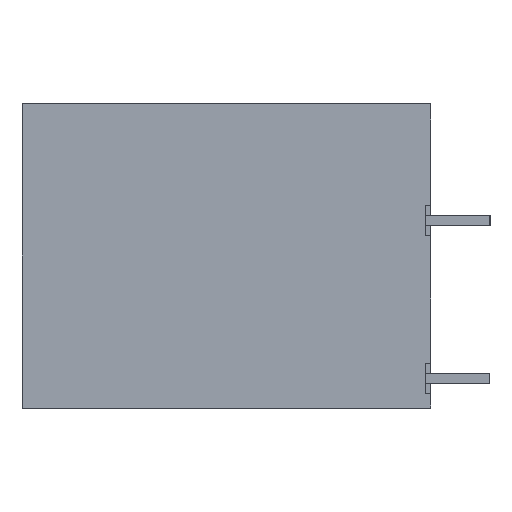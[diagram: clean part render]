
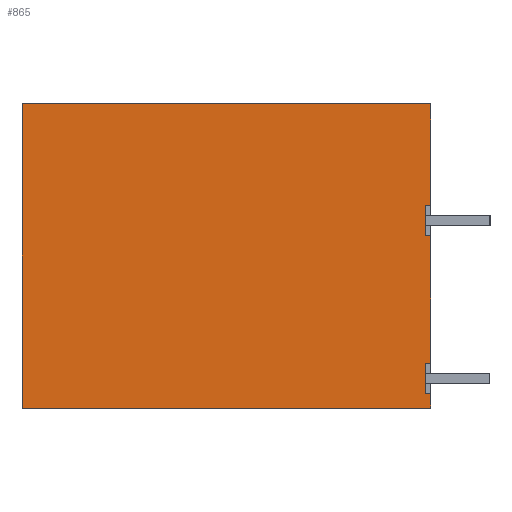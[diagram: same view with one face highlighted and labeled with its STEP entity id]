
A CAD part, left-side view. The second image highlights one B-rep face of the part: STEP entity #865.
In plain terms, the highlighted planar face has unit normal (-1, 0, 0).
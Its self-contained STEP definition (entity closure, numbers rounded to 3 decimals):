
#795=AXIS2_PLACEMENT_3D('Plane Axis2P3D',#792,#793,#794) ;
#188=CARTESIAN_POINT('Vertex',(0.,3.8,0.85)) ;
#232=CARTESIAN_POINT('Vertex',(0.,3.8,2.65)) ;
#235=CARTESIAN_POINT('Line Origine',(0.,3.8,1.75)) ;
#726=CARTESIAN_POINT('Vertex',(0.,3.5,0.85)) ;
#729=CARTESIAN_POINT('Line Origine',(0.,3.65,0.85)) ;
#747=CARTESIAN_POINT('Line Origine',(0.,3.5,0.425)) ;
#751=CARTESIAN_POINT('Vertex',(0.,3.5,0.)) ;
#772=CARTESIAN_POINT('Line Origine',(0.,15.6,0.)) ;
#776=CARTESIAN_POINT('Vertex',(0.,27.7,0.)) ;
#792=CARTESIAN_POINT('Axis2P3D Location',(0.,0.,0.)) ;
#797=CARTESIAN_POINT('Line Origine',(0.,3.8,11.1)) ;
#801=CARTESIAN_POINT('Vertex',(0.,3.8,12.)) ;
#803=CARTESIAN_POINT('Vertex',(0.,3.8,10.2)) ;
#806=CARTESIAN_POINT('Line Origine',(0.,3.65,12.)) ;
#810=CARTESIAN_POINT('Vertex',(0.,3.5,12.)) ;
#813=CARTESIAN_POINT('Line Origine',(0.,3.5,15.)) ;
#817=CARTESIAN_POINT('Vertex',(0.,3.5,18.)) ;
#820=CARTESIAN_POINT('Line Origine',(0.,15.6,18.)) ;
#824=CARTESIAN_POINT('Vertex',(0.,27.7,18.)) ;
#827=CARTESIAN_POINT('Line Origine',(0.,27.7,9.)) ;
#832=CARTESIAN_POINT('Line Origine',(0.,3.65,2.65)) ;
#836=CARTESIAN_POINT('Vertex',(0.,3.5,2.65)) ;
#839=CARTESIAN_POINT('Line Origine',(0.,3.5,6.425)) ;
#843=CARTESIAN_POINT('Vertex',(0.,3.5,10.2)) ;
#846=CARTESIAN_POINT('Line Origine',(0.,3.65,10.2)) ;
#236=DIRECTION('Vector Direction',(0.,0.,-1.)) ;
#730=DIRECTION('Vector Direction',(0.,1.,0.)) ;
#748=DIRECTION('Vector Direction',(0.,0.,-1.)) ;
#773=DIRECTION('Vector Direction',(0.,1.,0.)) ;
#793=DIRECTION('Axis2P3D Direction',(-1.,0.,0.)) ;
#794=DIRECTION('Axis2P3D XDirection',(0.,0.,1.)) ;
#798=DIRECTION('Vector Direction',(0.,0.,-1.)) ;
#807=DIRECTION('Vector Direction',(0.,1.,0.)) ;
#814=DIRECTION('Vector Direction',(0.,0.,-1.)) ;
#821=DIRECTION('Vector Direction',(0.,-1.,0.)) ;
#828=DIRECTION('Vector Direction',(0.,0.,1.)) ;
#833=DIRECTION('Vector Direction',(0.,1.,0.)) ;
#840=DIRECTION('Vector Direction',(0.,0.,-1.)) ;
#847=DIRECTION('Vector Direction',(0.,1.,0.)) ;
#237=VECTOR('Line Direction',#236,1.) ;
#731=VECTOR('Line Direction',#730,1.) ;
#749=VECTOR('Line Direction',#748,1.) ;
#774=VECTOR('Line Direction',#773,1.) ;
#799=VECTOR('Line Direction',#798,1.) ;
#808=VECTOR('Line Direction',#807,1.) ;
#815=VECTOR('Line Direction',#814,1.) ;
#822=VECTOR('Line Direction',#821,1.) ;
#829=VECTOR('Line Direction',#828,1.) ;
#834=VECTOR('Line Direction',#833,1.) ;
#841=VECTOR('Line Direction',#840,1.) ;
#848=VECTOR('Line Direction',#847,1.) ;
#852=ORIENTED_EDGE('',*,*,#805,.F.) ;
#853=ORIENTED_EDGE('',*,*,#812,.F.) ;
#854=ORIENTED_EDGE('',*,*,#819,.T.) ;
#855=ORIENTED_EDGE('',*,*,#826,.T.) ;
#856=ORIENTED_EDGE('',*,*,#831,.T.) ;
#857=ORIENTED_EDGE('',*,*,#778,.T.) ;
#858=ORIENTED_EDGE('',*,*,#753,.T.) ;
#859=ORIENTED_EDGE('',*,*,#733,.T.) ;
#860=ORIENTED_EDGE('',*,*,#239,.F.) ;
#861=ORIENTED_EDGE('',*,*,#838,.F.) ;
#862=ORIENTED_EDGE('',*,*,#845,.T.) ;
#863=ORIENTED_EDGE('',*,*,#850,.T.) ;
#865=ADVANCED_FACE('HOUSING',(#864),#796,.T.) ;
#239=EDGE_CURVE('',#233,#189,#238,.T.) ;
#733=EDGE_CURVE('',#727,#189,#732,.T.) ;
#753=EDGE_CURVE('',#752,#727,#750,.F.) ;
#778=EDGE_CURVE('',#777,#752,#775,.F.) ;
#805=EDGE_CURVE('',#802,#804,#800,.T.) ;
#812=EDGE_CURVE('',#811,#802,#809,.T.) ;
#819=EDGE_CURVE('',#811,#818,#816,.F.) ;
#826=EDGE_CURVE('',#818,#825,#823,.F.) ;
#831=EDGE_CURVE('',#825,#777,#830,.F.) ;
#838=EDGE_CURVE('',#837,#233,#835,.T.) ;
#845=EDGE_CURVE('',#837,#844,#842,.F.) ;
#850=EDGE_CURVE('',#844,#804,#849,.T.) ;
#851=EDGE_LOOP('',(#852,#853,#854,#855,#856,#857,#858,#859,#860,#861,#862,#863)) ;
#864=FACE_OUTER_BOUND('',#851,.T.) ;
#238=LINE('Line',#235,#237) ;
#732=LINE('Line',#729,#731) ;
#750=LINE('Line',#747,#749) ;
#775=LINE('Line',#772,#774) ;
#800=LINE('Line',#797,#799) ;
#809=LINE('Line',#806,#808) ;
#816=LINE('Line',#813,#815) ;
#823=LINE('Line',#820,#822) ;
#830=LINE('Line',#827,#829) ;
#835=LINE('Line',#832,#834) ;
#842=LINE('Line',#839,#841) ;
#849=LINE('Line',#846,#848) ;
#796=PLANE('',#795) ;
#189=VERTEX_POINT('',#188) ;
#233=VERTEX_POINT('',#232) ;
#727=VERTEX_POINT('',#726) ;
#752=VERTEX_POINT('',#751) ;
#777=VERTEX_POINT('',#776) ;
#802=VERTEX_POINT('',#801) ;
#804=VERTEX_POINT('',#803) ;
#811=VERTEX_POINT('',#810) ;
#818=VERTEX_POINT('',#817) ;
#825=VERTEX_POINT('',#824) ;
#837=VERTEX_POINT('',#836) ;
#844=VERTEX_POINT('',#843) ;
